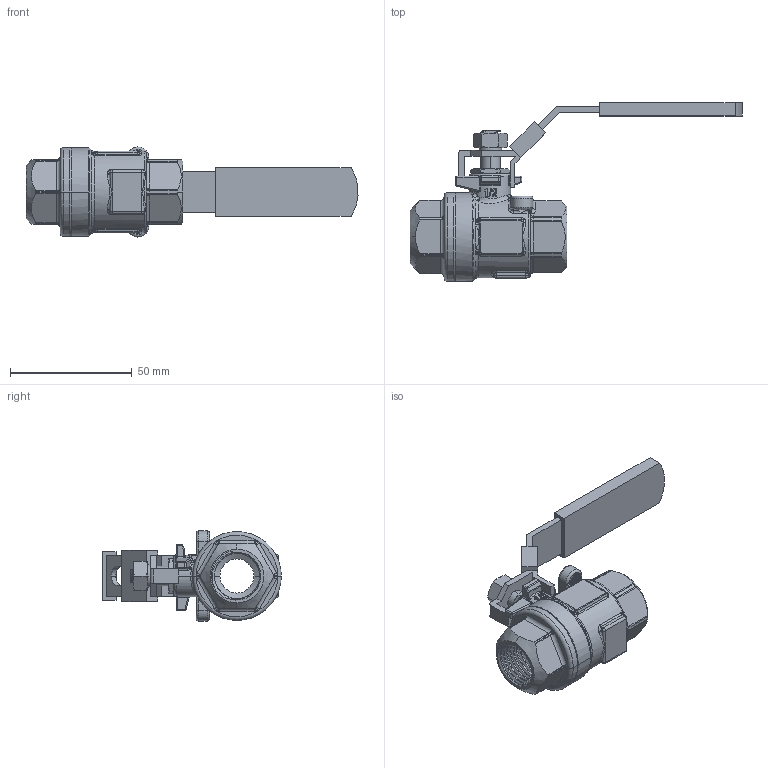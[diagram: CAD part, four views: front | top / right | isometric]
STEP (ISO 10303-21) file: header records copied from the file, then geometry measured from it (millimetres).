
FILE_DESCRIPTION((''),'2;1');
FILE_NAME('2006HL-015_ASM','2014-12-26T',('Administrator'),(''),'PRO/ENGINEER BY PARAMETRIC TECHNOLOGY CORPORATION, 2011080','PRO/ENGINEER BY PARAMETRIC TECHNOLOGY CORPORATION, 2011080','');
FILE_SCHEMA(('CONFIG_CONTROL_DESIGN'));
Products named in the file (8): 2006HL015-M01-01; 2006HL015-M02-01; 2006HL-STEM-015; 2006HL-HANDLE-015; 2006HL-STEMNUT-015; LUOMUDIANPIAN015; LUOMU015; 2006HL-015_ASM
Assembly tree (7 placements, depth 2):
  2006HL-015_ASM
    2006HL015-M01-01
    2006HL015-M02-01
    2006HL-STEM-015
    2006HL-HANDLE-015
    2006HL-STEMNUT-015
    LUOMUDIANPIAN015
    LUOMU015
Bounding box: 136.44 x 73.45 x 37 mm (x, y, z)
Volume: 46269.7 mm3; surface area: 26878.1 mm2
Topology: 7 solids, 7 shells, 819 faces, 1999 edges, 1199 vertices
Faces by surface type: cylinder 280, bspline 220, plane 168, torus 57, cone 44, sphere 30, extrusion 20
Entity records: 44291 total; most frequent: CARTESIAN_POINT 26968, ORIENTED_EDGE 3990, DIRECTION 2971, EDGE_CURVE 1995, VERTEX_POINT 1199, AXIS2_PLACEMENT_3D 1165, EDGE_LOOP 846, B_SPLINE_CURVE_WITH_KNOTS 823
